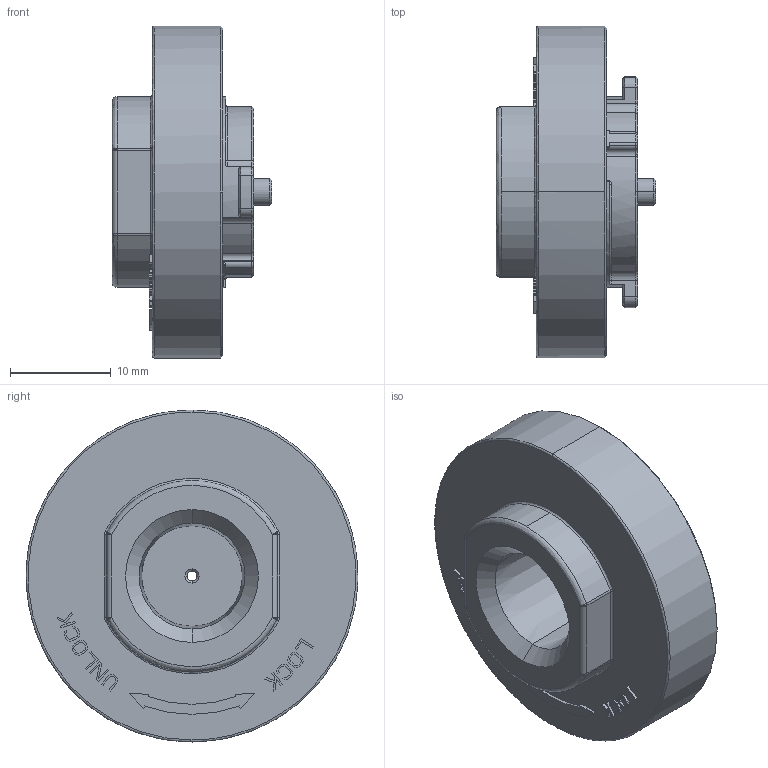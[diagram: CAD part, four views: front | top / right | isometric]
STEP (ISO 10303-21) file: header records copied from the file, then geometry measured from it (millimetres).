
FILE_DESCRIPTION (( 'STEP AP203' ), '1' );
FILE_NAME ('AGP2-42.step', '2020-04-27T12:13:52', ( '' ), ( '' ), 'SwSTEP 2.0', 'SolidWorks 2019', '' );
FILE_SCHEMA (( 'CONFIG_CONTROL_DESIGN' ));
Length unit declared in the file: inch
Products named in the file (1): AGP2-42
Bounding box: 15.9 x 33 x 33 mm (x, y, z)
Volume: 5757.4 mm3; surface area: 3916.7 mm2
Topology: 1 solids, 1 shells, 501 faces, 1345 edges, 841 vertices
Faces by surface type: plane 307, cylinder 93, bspline 58, cone 43
Entity records: 16430 total; most frequent: CARTESIAN_POINT 4134, ORIENTED_EDGE 2646, DIRECTION 2415, EDGE_CURVE 1323, VECTOR 975, LINE 975, VERTEX_POINT 841, AXIS2_PLACEMENT_3D 720
